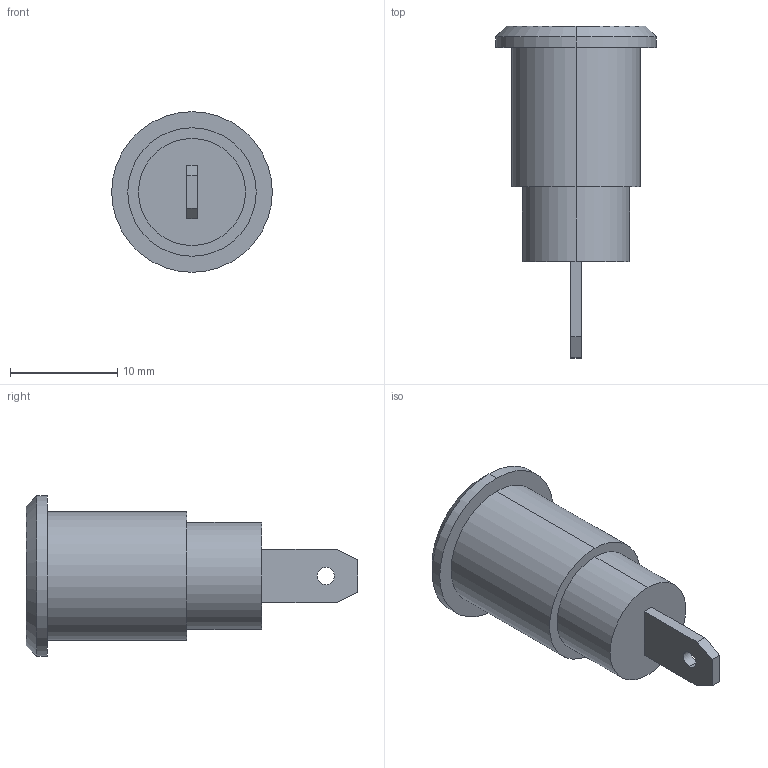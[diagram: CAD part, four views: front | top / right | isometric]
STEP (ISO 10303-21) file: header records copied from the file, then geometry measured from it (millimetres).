
FILE_DESCRIPTION (( 'STEP AP203' ), '1' );
FILE_NAME ('douille_4mm_rouge_Défaut_sldprt.STEP', '2019-10-30T08:16:44', ( '' ), ( '' ), 'SwSTEP 2.0', 'SolidWorks 2017', '' );
FILE_SCHEMA (( 'CONFIG_CONTROL_DESIGN' ));
Length unit declared in the file: millimetre
Products named in the file (1): douille_4mm_rouge_Défaut_sldprt
Bounding box: 15 x 31 x 15 mm (x, y, z)
Volume: 1732.2 mm3; surface area: 1986.2 mm2
Topology: 1 solids, 1 shells, 30 faces, 64 edges, 42 vertices
Faces by surface type: cylinder 14, plane 14, cone 2
Entity records: 903 total; most frequent: DIRECTION 156, CARTESIAN_POINT 137, ORIENTED_EDGE 128, EDGE_CURVE 64, AXIS2_PLACEMENT_3D 61, VERTEX_POINT 42, EDGE_LOOP 38, VECTOR 34
